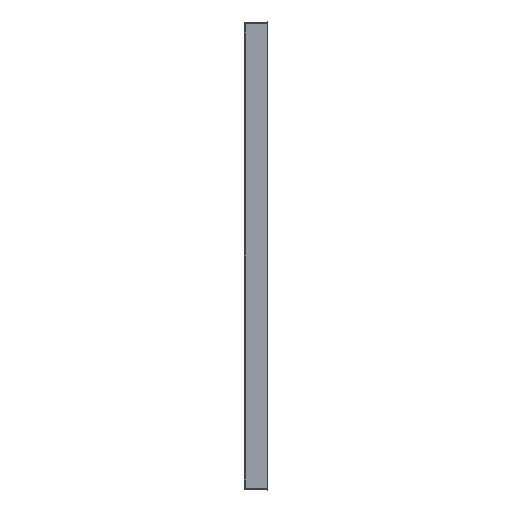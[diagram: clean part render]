
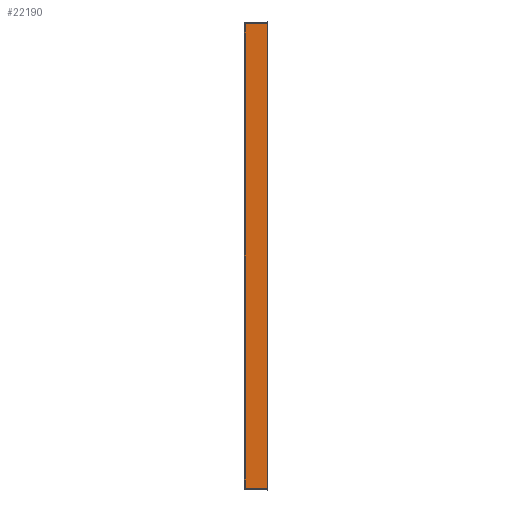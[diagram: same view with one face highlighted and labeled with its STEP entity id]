
A CAD part, left-side view. The second image highlights one B-rep face of the part: STEP entity #22190.
In plain terms, the highlighted planar face has unit normal (-0.999, 0.035, 0).
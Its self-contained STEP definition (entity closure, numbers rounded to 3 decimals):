
#788=DIRECTION('',(0.,0.,-1.));
#789=VECTOR('',#788,796.002);
#790=CARTESIAN_POINT('',(-600.,-40.,435.501));
#791=LINE('',#790,#789);
#792=DIRECTION('',(0.035,0.999,0.035));
#793=VECTOR('',#792,38.115);
#794=CARTESIAN_POINT('',(-600.,-40.,
-360.501));
#795=LINE('',#794,#793);
#796=CARTESIAN_POINT('',(-598.671,-1.932,
-359.172));
#797=CARTESIAN_POINT('',(-598.671,-1.935,
-354.633));
#798=CARTESIAN_POINT('',(-598.671,-1.942,
-345.742));
#799=CARTESIAN_POINT('',(-598.671,-1.951,
-332.936));
#800=CARTESIAN_POINT('',(-598.672,-1.96,
-320.736));
#801=CARTESIAN_POINT('',(-598.672,-1.968,
-308.438));
#802=CARTESIAN_POINT('',(-598.672,-1.974,
-297.774));
#803=CARTESIAN_POINT('',(-598.672,-1.979,
-286.414));
#804=CARTESIAN_POINT('',(-598.672,-1.983,
-275.44));
#805=CARTESIAN_POINT('',(-598.673,-1.986,
-264.402));
#806=CARTESIAN_POINT('',(-598.673,-1.986,
-256.527));
#807=CARTESIAN_POINT('',(-598.673,-1.986,
-252.5));
#809=CARTESIAN_POINT('',(-598.673,-1.986,
-252.5));
#810=CARTESIAN_POINT('',(-598.673,-1.986,
-221.007));
#811=CARTESIAN_POINT('',(-598.672,-1.97,
-158.131));
#812=CARTESIAN_POINT('',(-598.671,-1.933,
-61.464));
#813=CARTESIAN_POINT('',(-598.67,-1.924,3.709));
#814=CARTESIAN_POINT('',(-598.671,-1.93,37.5));
#816=DIRECTION('',(0.,0.,1.));
#817=VECTOR('',#816,290.);
#818=CARTESIAN_POINT('',(-598.671,-1.93,37.5));
#819=LINE('',#818,#817);
#820=DIRECTION('',(-0.035,-0.999,0.035));
#821=VECTOR('',#820,38.115);
#822=CARTESIAN_POINT('',(-598.671,-1.932,434.172));
#823=LINE('',#822,#821);
#1136=CARTESIAN_POINT('',(-598.671,-1.932,
434.172));
#1137=CARTESIAN_POINT('',(-598.671,-1.938,
422.374));
#1138=CARTESIAN_POINT('',(-598.671,-1.95,
398.741));
#1139=CARTESIAN_POINT('',(-598.672,-1.968,
363.184));
#1140=CARTESIAN_POINT('',(-598.672,-1.98,
339.407));
#1141=CARTESIAN_POINT('',(-598.673,-1.986,
327.5));
#1233=CARTESIAN_POINT('',(-598.673,-1.986,
-252.5));
#20835=VERTEX_POINT('',#1233);
#20836=CARTESIAN_POINT('',(-598.671,-1.93,
37.5));
#20837=VERTEX_POINT('',#20836);
#20881=CARTESIAN_POINT('',(-600.,-40.,
435.501));
#20882=CARTESIAN_POINT('',(-600.,-40.,
-360.501));
#20883=VERTEX_POINT('',#20881);
#20884=VERTEX_POINT('',#20882);
#20885=CARTESIAN_POINT('',(-598.671,-1.932,
-359.172));
#20886=VERTEX_POINT('',#20885);
#20887=CARTESIAN_POINT('',(-598.673,-1.986,
327.5));
#20888=VERTEX_POINT('',#20887);
#20889=VERTEX_POINT('',#1136);
#22171=CARTESIAN_POINT('',(-599.335,-20.964,37.5));
#22172=DIRECTION('',(0.999,-0.035,0.));
#22173=DIRECTION('',(0.035,0.999,0.));
#22174=AXIS2_PLACEMENT_3D('',#22171,#22172,#22173);
#22175=PLANE('',#22174);
#22176=ORIENTED_EDGE('',*,*,#21323,.T.);
#22178=ORIENTED_EDGE('',*,*,#22177,.T.);
#22180=ORIENTED_EDGE('',*,*,#22179,.T.);
#22182=ORIENTED_EDGE('',*,*,#22181,.T.);
#22184=ORIENTED_EDGE('',*,*,#22183,.T.);
#22186=ORIENTED_EDGE('',*,*,#22185,.F.);
#22187=ORIENTED_EDGE('',*,*,#22164,.T.);
#22188=EDGE_LOOP('',(#22176,#22178,#22180,#22182,#22184,#22186,#22187));
#22189=FACE_OUTER_BOUND('',#22188,.F.);
#22190=ADVANCED_FACE('',(#22189),#22175,.F.);
#808=B_SPLINE_CURVE_WITH_KNOTS('',3,(#796,#797,#798,#799,#800,#801,#802,#803,
#804,#805,#806,#807),.UNSPECIFIED.,.F.,.F.,(4,1,1,1,1,1,1,1,1,4),(0.,
0.111,0.222,0.333,0.444,
0.556,0.667,0.778,0.889,1.),
.UNSPECIFIED.);
#815=B_SPLINE_CURVE_WITH_KNOTS('',3,(#809,#810,#811,#812,#813,#814),
.UNSPECIFIED.,.F.,.F.,(4,1,1,4),(0.,0.326,0.65,1.),
.UNSPECIFIED.);
#1142=B_SPLINE_CURVE_WITH_KNOTS('',3,(#1136,#1137,#1138,#1139,#1140,#1141),
.UNSPECIFIED.,.F.,.F.,(4,1,1,4),(0.,0.333,0.667,1.),
.UNSPECIFIED.);
#21323=EDGE_CURVE('',#20883,#20884,#791,.T.);
#22164=EDGE_CURVE('',#20889,#20883,#823,.T.);
#22177=EDGE_CURVE('',#20884,#20886,#795,.T.);
#22179=EDGE_CURVE('',#20886,#20835,#808,.T.);
#22181=EDGE_CURVE('',#20835,#20837,#815,.T.);
#22183=EDGE_CURVE('',#20837,#20888,#819,.T.);
#22185=EDGE_CURVE('',#20889,#20888,#1142,.T.);
